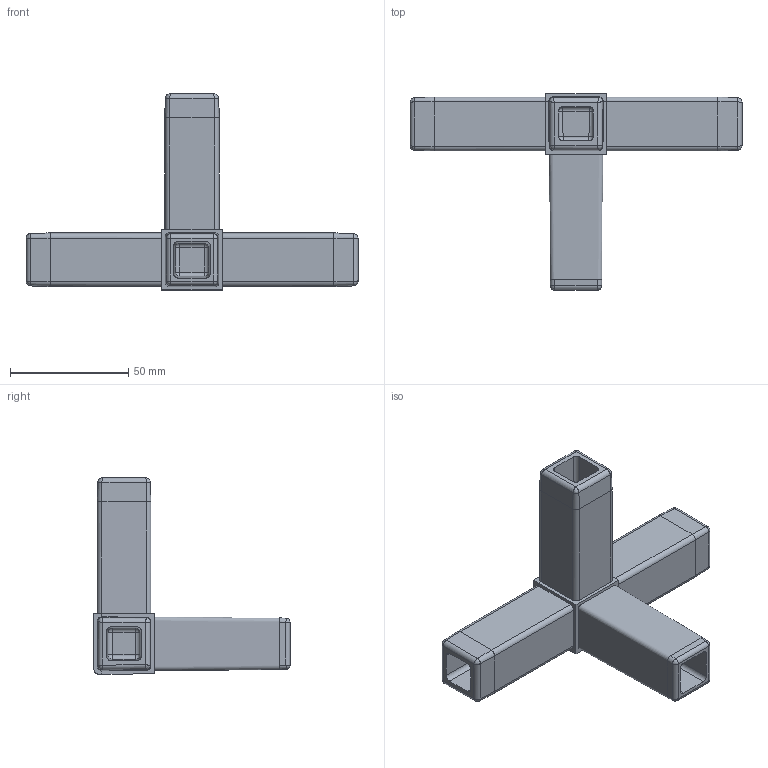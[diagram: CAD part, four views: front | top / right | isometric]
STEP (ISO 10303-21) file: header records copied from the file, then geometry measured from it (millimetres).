
FILE_DESCRIPTION(('STEP AP214'),'1');
FILE_NAME('100-316-C-EL.stp','2014-07-06T20:44:39',(' '),(' '),'Spatial InterOp 3D',' ',' ');
FILE_SCHEMA(('automotive_design'));
Length unit declared in the file: metre
Products named in the file (1): 1
Bounding box: 140.21 x 82.8 x 83 mm (x, y, z)
Volume: 81012 mm3; surface area: 36773.9 mm2
Topology: 1 solids, 1 shells, 179 faces, 434 edges, 238 vertices
Faces by surface type: cylinder 69, plane 66, bspline 24, sphere 20
Entity records: 9945 total; most frequent: CARTESIAN_POINT 4770, ORIENTED_EDGE 820, DIRECTION 696, EDGE_CURVE 410, AXIS2_PLACEMENT_3D 244, VERTEX_POINT 238, LINE 208, VECTOR 208
